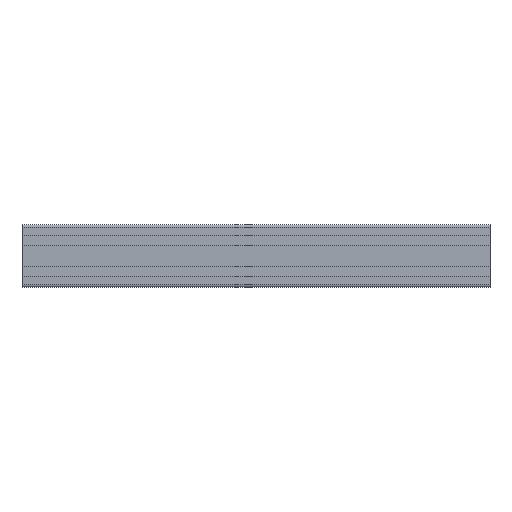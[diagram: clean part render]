
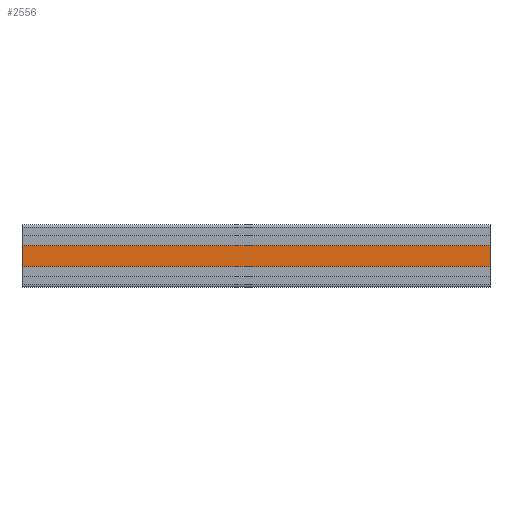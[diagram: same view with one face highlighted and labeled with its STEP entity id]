
A CAD part, left-side view. The second image highlights one B-rep face of the part: STEP entity #2556.
In plain terms, the highlighted face is planar.
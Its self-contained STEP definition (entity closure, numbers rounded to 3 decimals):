
#409 = ORIENTED_EDGE ( 'NONE', *, *, #952, .T. ) ;
#447 = ORIENTED_EDGE ( 'NONE', *, *, #908, .F. ) ;
#448 = ORIENTED_EDGE ( 'NONE', *, *, #962, .T. ) ;
#464 = ORIENTED_EDGE ( 'NONE', *, *, #941, .F. ) ;
#785 = CARTESIAN_POINT ( 'NONE',  ( 10., -6.9, -300. ) ) ;
#791 = CARTESIAN_POINT ( 'NONE',  ( 10., 6.9, 0. ) ) ;
#794 = CARTESIAN_POINT ( 'NONE',  ( 10., 6.9, -300. ) ) ;
#823 = CARTESIAN_POINT ( 'NONE',  ( 10., -6.9, 0. ) ) ;
#908 = EDGE_CURVE ( 'NONE', #4123, #4173, #2372, .T. ) ;
#941 = EDGE_CURVE ( 'NONE', #4173, #4126, #2451, .T. ) ;
#952 = EDGE_CURVE ( 'NONE', #4123, #4133, #2486, .T. ) ;
#962 = EDGE_CURVE ( 'NONE', #4133, #4126, #2606, .T. ) ;
#1438 = CARTESIAN_POINT ( 'NONE',  ( 10., -6.9, -300. ) ) ;
#1451 = DIRECTION ( 'NONE',  ( 1., 0., 0. ) ) ;
#1454 = DIRECTION ( 'NONE',  ( 0., 0., -1. ) ) ;
#1462 = PLANE ( 'NONE',  #3494 ) ;
#1473 = FACE_OUTER_BOUND ( 'NONE', #2118, .T. ) ;
#2118 = EDGE_LOOP ( 'NONE', ( #464, #447, #409, #448 ) ) ;
#2351 = CARTESIAN_POINT ( 'NONE',  ( 10., -6.9, -300. ) ) ;
#2352 = DIRECTION ( 'NONE',  ( 0., 0., 1. ) ) ;
#2372 = LINE ( 'NONE', #2351, #3219 ) ;
#2451 = LINE ( 'NONE', #2458, #3214 ) ;
#2458 = CARTESIAN_POINT ( 'NONE',  ( 10., -6.9, 0. ) ) ;
#2479 = DIRECTION ( 'NONE',  ( 0., 1., 0. ) ) ;
#2486 = LINE ( 'NONE', #2535, #3258 ) ;
#2488 = DIRECTION ( 'NONE',  ( 0., 1., 0. ) ) ;
#2535 = CARTESIAN_POINT ( 'NONE',  ( 10., -6.9, -300. ) ) ;
#2556 = ADVANCED_FACE ( 'PLANAR_42', ( #1473 ), #1462, .T. ) ;
#2589 = DIRECTION ( 'NONE',  ( 0., 0., 1. ) ) ;
#2596 = CARTESIAN_POINT ( 'NONE',  ( 10., 6.9, -300. ) ) ;
#2606 = LINE ( 'NONE', #2596, #3250 ) ;
#3214 = VECTOR ( 'NONE', #2479, 1000. ) ;
#3219 = VECTOR ( 'NONE', #2352, 1000. ) ;
#3250 = VECTOR ( 'NONE', #2589, 1000. ) ;
#3258 = VECTOR ( 'NONE', #2488, 1000. ) ;
#3494 = AXIS2_PLACEMENT_3D ( 'NONE', #1438, #1451, #1454 ) ;
#4123 = VERTEX_POINT ( 'NONE', #785 ) ;
#4126 = VERTEX_POINT ( 'NONE', #791 ) ;
#4133 = VERTEX_POINT ( 'NONE', #794 ) ;
#4173 = VERTEX_POINT ( 'NONE', #823 ) ;
